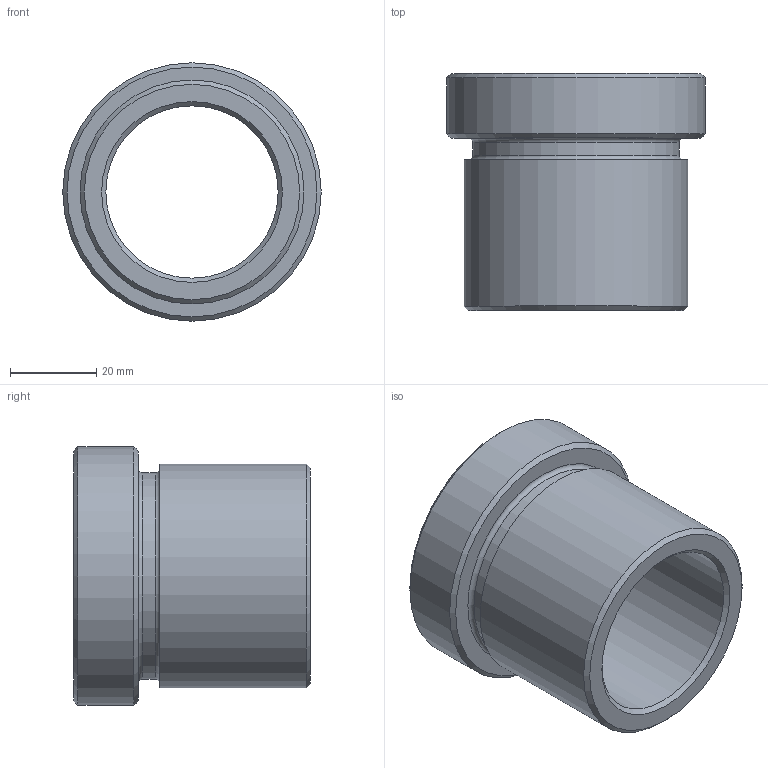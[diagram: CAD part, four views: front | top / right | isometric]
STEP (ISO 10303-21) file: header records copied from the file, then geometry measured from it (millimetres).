
FILE_DESCRIPTION(/* description */ ('VIS DE BUTEE REGLABLE'),/* implementation_level */ '2;1');
FILE_NAME(/* name */ 'F005.stp',/* time_stamp */ '2024-02-08T13:53:53+01:00',/* author */ ('vvernier'),/* organization */ (''),/* preprocessor_version */ 'ST-DEVELOPER v18.1',/* originating_system */ 'Autodesk Inventor 2022',/* authorisation */ '');
FILE_SCHEMA (('AUTOMOTIVE_DESIGN { 1 0 10303 214 3 1 1 }'));
Length unit declared in the file: millimetre
Products named in the file (1): F005
Bounding box: 60 x 55 x 60 mm (x, y, z)
Volume: 56344.9 mm3; surface area: 19386.9 mm2
Topology: 1 solids, 1 shells, 15 faces, 33 edges, 22 vertices
Faces by surface type: cone 5, cylinder 4, plane 4, torus 2
Full cylindrical faces by diameter (mm): 40 x1, 48 x1, 52 x1, 60 x1
Entity records: 478 total; most frequent: DIRECTION 89, CARTESIAN_POINT 71, ORIENTED_EDGE 66, AXIS2_PLACEMENT_3D 40, EDGE_CURVE 33, CIRCLE 24, VERTEX_POINT 22, EDGE_LOOP 19
